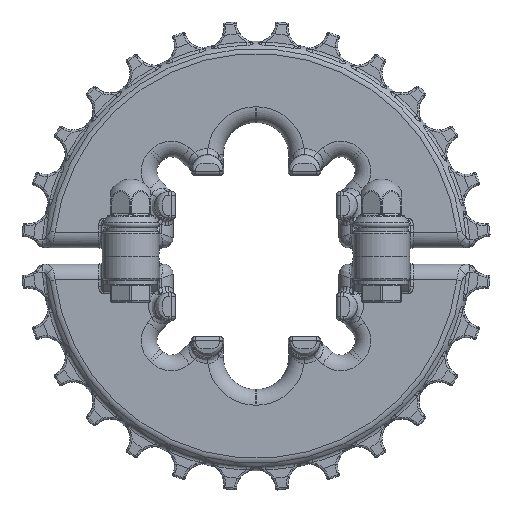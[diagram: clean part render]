
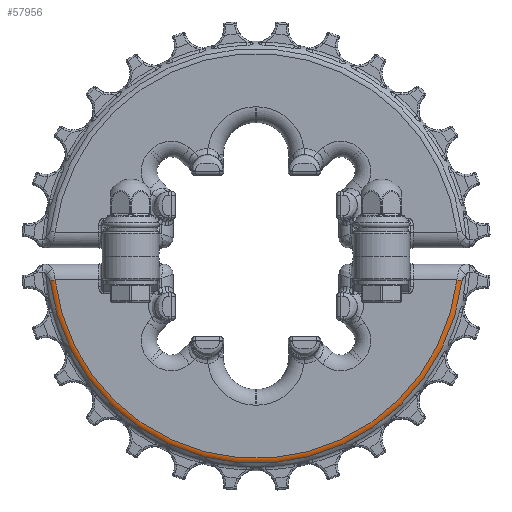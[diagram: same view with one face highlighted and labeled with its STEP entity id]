
A CAD part, front view. The second image highlights one B-rep face of the part: STEP entity #57956.
In plain terms, the highlighted toroidal (fillet/blend) face has major radius 50.031 mm and minor radius 2 mm.
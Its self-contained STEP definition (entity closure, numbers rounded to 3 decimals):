
#300=CARTESIAN_POINT('',(0.,-4.75,0.));
#301=DIRECTION('',(0.,1.,0.));
#302=DIRECTION('',(0.993,0.,-0.118));
#303=AXIS2_PLACEMENT_3D('',#300,#301,#302);
#14959=CARTESIAN_POINT('',(-49.681,-2.75,-5.9));
#14960=DIRECTION('',(-0.118,0.,0.993));
#14961=DIRECTION('',(-0.627,-0.776,-0.074));
#14962=AXIS2_PLACEMENT_3D('',#14959,#14960,#14961);
#14967=CARTESIAN_POINT('',(0.,-4.301,0.));
#14968=DIRECTION('',(0.,1.,0.));
#14969=DIRECTION('',(0.993,0.,-0.118));
#14970=AXIS2_PLACEMENT_3D('',#14967,#14968,#14969);
#16259=CARTESIAN_POINT('',(49.681,-2.75,-5.9));
#16260=DIRECTION('',(-0.118,0.,-0.993));
#16261=DIRECTION('',(0.627,-0.776,-0.074));
#16262=AXIS2_PLACEMENT_3D('',#16259,#16260,#16261);
#30612=CARTESIAN_POINT('',(50.935,-4.301,
-6.049));
#30613=CARTESIAN_POINT('',(-50.935,-4.301,
-6.049));
#30614=VERTEX_POINT('',#30612);
#30615=VERTEX_POINT('',#30613);
#30616=CARTESIAN_POINT('',(49.681,-4.75,-5.9));
#30617=CARTESIAN_POINT('',(-49.681,-4.75,-5.9));
#30618=VERTEX_POINT('',#30616);
#30619=VERTEX_POINT('',#30617);
#57944=CARTESIAN_POINT('',(0.,-2.75,0.));
#57945=DIRECTION('',(0.,-1.,0.));
#57946=DIRECTION('',(0.993,0.,-0.117));
#57947=AXIS2_PLACEMENT_3D('',#57944,#57945,#57946);
#57948=TOROIDAL_SURFACE('',#57947,50.03,2.);
#57949=ORIENTED_EDGE('',*,*,#57771,.T.);
#57950=ORIENTED_EDGE('',*,*,#57754,.T.);
#57951=ORIENTED_EDGE('',*,*,#32692,.F.);
#57953=ORIENTED_EDGE('',*,*,#57952,.F.);
#57954=EDGE_LOOP('',(#57949,#57950,#57951,#57953));
#57955=FACE_OUTER_BOUND('',#57954,.F.);
#304=CIRCLE('',#303,50.03);
#14963=CIRCLE('',#14962,2.);
#14971=CIRCLE('',#14970,51.293);
#16263=CIRCLE('',#16262,2.);
#32692=EDGE_CURVE('',#30618,#30619,#304,.T.);
#57754=EDGE_CURVE('',#30615,#30619,#14963,.T.);
#57771=EDGE_CURVE('',#30614,#30615,#14971,.T.);
#57952=EDGE_CURVE('',#30614,#30618,#16263,.T.);
#57956=ADVANCED_FACE('',(#57955),#57948,.T.);
